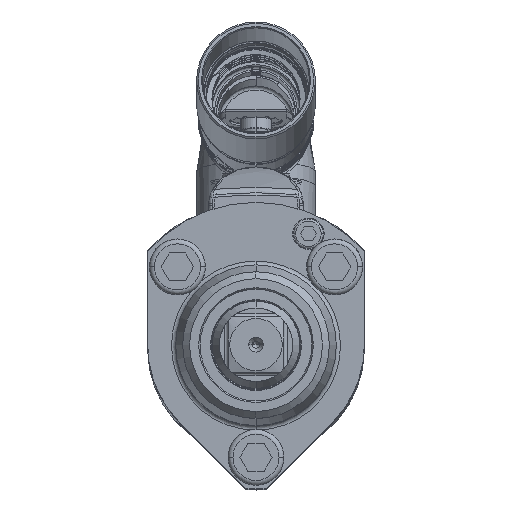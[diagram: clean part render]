
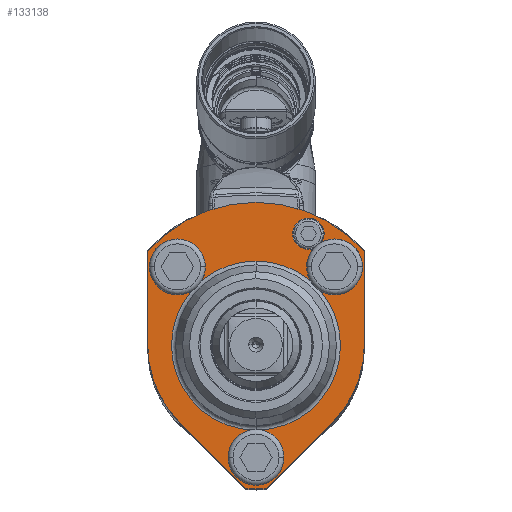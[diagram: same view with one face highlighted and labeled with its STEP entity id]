
A CAD part, top view. The second image highlights one B-rep face of the part: STEP entity #133138.
In plain terms, the highlighted planar face has unit normal (0, 0, 1).
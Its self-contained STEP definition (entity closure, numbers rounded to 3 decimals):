
#130986=DIRECTION('',(0.,-1.,0.));
#130987=VECTOR('',#130986,26.833);
#130988=CARTESIAN_POINT('',(-31.,26.833,18.));
#130989=LINE('',#130988,#130987);
#131006=DIRECTION('',(0.,1.,0.));
#131007=VECTOR('',#131006,26.833);
#131008=CARTESIAN_POINT('',(31.,0.,18.));
#131009=LINE('',#131008,#131007);
#131030=CARTESIAN_POINT('',(0.,0.,18.));
#131031=DIRECTION('',(0.,0.,-1.));
#131032=DIRECTION('',(-0.756,0.654,0.));
#131033=AXIS2_PLACEMENT_3D('',#131030,#131031,#131032);
#131035=CARTESIAN_POINT('',(0.,0.,18.));
#131036=DIRECTION('',(0.,0.,-1.));
#131037=DIRECTION('',(1.,0.,0.));
#131038=AXIS2_PLACEMENT_3D('',#131035,#131036,#131037);
#131040=DIRECTION('',(-0.707,-0.707,0.));
#131041=VECTOR('',#131040,26.833);
#131042=CARTESIAN_POINT('',(21.92,-21.92,18.));
#131043=LINE('',#131042,#131041);
#131044=CARTESIAN_POINT('',(0.,0.,18.));
#131045=DIRECTION('',(0.,0.,-1.));
#131046=DIRECTION('',(0.072,-0.997,0.));
#131047=AXIS2_PLACEMENT_3D('',#131044,#131045,#131046);
#131049=DIRECTION('',(-0.707,0.707,0.));
#131050=VECTOR('',#131049,26.833);
#131051=CARTESIAN_POINT('',(-2.947,-40.894,18.));
#131052=LINE('',#131051,#131050);
#131053=CARTESIAN_POINT('',(0.,0.,18.));
#131054=DIRECTION('',(0.,0.,-1.));
#131055=DIRECTION('',(-0.707,-0.707,0.));
#131056=AXIS2_PLACEMENT_3D('',#131053,#131054,#131055);
#131058=CARTESIAN_POINT('',(0.,-32.,18.));
#131059=DIRECTION('',(0.,0.,-1.));
#131060=DIRECTION('',(-1.,0.,0.));
#131061=AXIS2_PLACEMENT_3D('',#131058,#131059,#131060);
#131063=CARTESIAN_POINT('',(0.,-32.,18.));
#131064=DIRECTION('',(0.,0.,-1.));
#131065=DIRECTION('',(1.,0.,0.));
#131066=AXIS2_PLACEMENT_3D('',#131063,#131064,#131065);
#131068=CARTESIAN_POINT('',(22.5,22.5,18.));
#131069=DIRECTION('',(0.,0.,-1.));
#131070=DIRECTION('',(1.,0.,0.));
#131071=AXIS2_PLACEMENT_3D('',#131068,#131069,#131070);
#131073=CARTESIAN_POINT('',(22.5,22.5,18.));
#131074=DIRECTION('',(0.,0.,-1.));
#131075=DIRECTION('',(-0.462,0.887,0.));
#131076=AXIS2_PLACEMENT_3D('',#131073,#131074,#131075);
#131078=CARTESIAN_POINT('',(15.,32.,18.));
#131079=DIRECTION('',(0.,0.,1.));
#131080=DIRECTION('',(0.845,-0.535,0.));
#131081=AXIS2_PLACEMENT_3D('',#131078,#131079,#131080);
#131083=CARTESIAN_POINT('',(15.,32.,18.));
#131084=DIRECTION('',(0.,0.,1.));
#131085=DIRECTION('',(0.,1.,0.));
#131086=AXIS2_PLACEMENT_3D('',#131083,#131084,#131085);
#131088=CARTESIAN_POINT('',(15.,32.,18.));
#131089=DIRECTION('',(0.,0.,1.));
#131090=DIRECTION('',(0.,-1.,0.));
#131091=AXIS2_PLACEMENT_3D('',#131088,#131089,#131090);
#131093=CARTESIAN_POINT('',(22.5,22.5,18.));
#131094=DIRECTION('',(0.,0.,-1.));
#131095=DIRECTION('',(-1.,0.,0.));
#131096=AXIS2_PLACEMENT_3D('',#131093,#131094,#131095);
#131098=CARTESIAN_POINT('',(22.5,22.5,18.));
#131099=DIRECTION('',(0.,0.,-1.));
#131100=DIRECTION('',(-0.869,-0.494,0.));
#131101=AXIS2_PLACEMENT_3D('',#131098,#131099,#131100);
#131103=CARTESIAN_POINT('',(0.,0.,18.));
#131104=DIRECTION('',(0.,0.,1.));
#131105=DIRECTION('',(0.642,0.766,0.));
#131106=AXIS2_PLACEMENT_3D('',#131103,#131104,#131105);
#131108=CARTESIAN_POINT('',(0.,0.,18.));
#131109=DIRECTION('',(0.,0.,1.));
#131110=DIRECTION('',(0.,1.,0.));
#131111=AXIS2_PLACEMENT_3D('',#131108,#131109,#131110);
#131113=CARTESIAN_POINT('',(-22.5,22.5,18.));
#131114=DIRECTION('',(0.,0.,-1.));
#131115=DIRECTION('',(1.,0.,0.));
#131116=AXIS2_PLACEMENT_3D('',#131113,#131114,#131115);
#131118=CARTESIAN_POINT('',(-22.5,22.5,18.));
#131119=DIRECTION('',(0.,0.,-1.));
#131120=DIRECTION('',(-1.,0.,0.));
#131121=AXIS2_PLACEMENT_3D('',#131118,#131119,#131120);
#131123=CARTESIAN_POINT('',(-22.5,22.5,18.));
#131124=DIRECTION('',(0.,0.,-1.));
#131125=DIRECTION('',(0.494,-0.869,0.));
#131126=AXIS2_PLACEMENT_3D('',#131123,#131124,#131125);
#131128=CARTESIAN_POINT('',(0.,0.,18.));
#131129=DIRECTION('',(0.,0.,1.));
#131130=DIRECTION('',(-0.766,0.642,0.));
#131131=AXIS2_PLACEMENT_3D('',#131128,#131129,#131130);
#131133=CARTESIAN_POINT('',(0.,0.,18.));
#131134=DIRECTION('',(0.,0.,1.));
#131135=DIRECTION('',(0.,-1.,0.));
#131136=AXIS2_PLACEMENT_3D('',#131133,#131134,#131135);
#132333=CARTESIAN_POINT('',(0.,24.2,18.));
#132335=VERTEX_POINT('',#132333);
#132336=CARTESIAN_POINT('',(-31.,26.833,18.));
#132337=CARTESIAN_POINT('',(-31.,0.,18.));
#132338=VERTEX_POINT('',#132336);
#132339=VERTEX_POINT('',#132337);
#132340=CARTESIAN_POINT('',(31.,0.,18.));
#132341=CARTESIAN_POINT('',(31.,26.833,18.));
#132342=VERTEX_POINT('',#132340);
#132343=VERTEX_POINT('',#132341);
#132344=CARTESIAN_POINT('',(21.92,-21.92,18.));
#132345=VERTEX_POINT('',#132344);
#132346=CARTESIAN_POINT('',(2.947,-40.894,18.));
#132347=VERTEX_POINT('',#132346);
#132348=CARTESIAN_POINT('',(-2.947,-40.894,18.));
#132349=CARTESIAN_POINT('',(-21.92,-21.92,18.));
#132350=VERTEX_POINT('',#132348);
#132351=VERTEX_POINT('',#132349);
#132352=CARTESIAN_POINT('',(15.,36.5,18.));
#132353=CARTESIAN_POINT('',(15.,27.5,18.));
#132354=VERTEX_POINT('',#132352);
#132355=VERTEX_POINT('',#132353);
#132570=CARTESIAN_POINT('',(-14.5,22.5,18.));
#132571=CARTESIAN_POINT('',(-15.544,18.548,18.));
#132572=VERTEX_POINT('',#132570);
#132573=VERTEX_POINT('',#132571);
#132574=CARTESIAN_POINT('',(-18.546,15.545,18.));
#132575=CARTESIAN_POINT('',(-30.5,22.5,18.));
#132576=VERTEX_POINT('',#132574);
#132577=VERTEX_POINT('',#132575);
#132582=CARTESIAN_POINT('',(30.5,22.5,18.));
#132583=CARTESIAN_POINT('',(18.546,15.545,18.));
#132584=VERTEX_POINT('',#132582);
#132585=VERTEX_POINT('',#132583);
#132586=CARTESIAN_POINT('',(15.545,18.548,18.));
#132587=CARTESIAN_POINT('',(14.5,22.5,18.));
#132588=VERTEX_POINT('',#132586);
#132589=VERTEX_POINT('',#132587);
#132590=CARTESIAN_POINT('',(16.457,27.742,18.));
#132591=VERTEX_POINT('',#132590);
#132592=CARTESIAN_POINT('',(18.803,29.595,18.));
#132593=VERTEX_POINT('',#132592);
#132598=CARTESIAN_POINT('',(-5.15,-32.,18.));
#132599=VERTEX_POINT('',#132598);
#132600=CARTESIAN_POINT('',(5.15,-32.,18.));
#132601=VERTEX_POINT('',#132600);
#132602=CARTESIAN_POINT('',(0.,-24.2,18.));
#132603=VERTEX_POINT('',#132602);
#133087=CARTESIAN_POINT('',(0.,0.016,18.));
#133088=DIRECTION('',(0.,0.,1.));
#133089=DIRECTION('',(0.,1.,0.));
#133090=AXIS2_PLACEMENT_3D('',#133087,#133088,#133089);
#133091=PLANE('',#133090);
#133092=ORIENTED_EDGE('',*,*,#132926,.F.);
#133093=ORIENTED_EDGE('',*,*,#132950,.T.);
#133094=ORIENTED_EDGE('',*,*,#132971,.F.);
#133095=ORIENTED_EDGE('',*,*,#132991,.T.);
#133096=ORIENTED_EDGE('',*,*,#133011,.T.);
#133097=ORIENTED_EDGE('',*,*,#133032,.T.);
#133098=ORIENTED_EDGE('',*,*,#133055,.T.);
#133099=ORIENTED_EDGE('',*,*,#133074,.T.);
#133100=EDGE_LOOP('',(#133092,#133093,#133094,#133095,#133096,#133097,#133098,
#133099));
#133101=FACE_OUTER_BOUND('',#133100,.F.);
#133103=ORIENTED_EDGE('',*,*,#133102,.F.);
#133105=ORIENTED_EDGE('',*,*,#133104,.F.);
#133106=EDGE_LOOP('',(#133103,#133105));
#133107=FACE_BOUND('',#133106,.F.);
#133109=ORIENTED_EDGE('',*,*,#133108,.F.);
#133111=ORIENTED_EDGE('',*,*,#133110,.F.);
#133113=ORIENTED_EDGE('',*,*,#133112,.T.);
#133115=ORIENTED_EDGE('',*,*,#133114,.T.);
#133117=ORIENTED_EDGE('',*,*,#133116,.T.);
#133119=ORIENTED_EDGE('',*,*,#133118,.F.);
#133121=ORIENTED_EDGE('',*,*,#133120,.F.);
#133123=ORIENTED_EDGE('',*,*,#133122,.T.);
#133125=ORIENTED_EDGE('',*,*,#133124,.T.);
#133127=ORIENTED_EDGE('',*,*,#133126,.F.);
#133129=ORIENTED_EDGE('',*,*,#133128,.F.);
#133131=ORIENTED_EDGE('',*,*,#133130,.F.);
#133133=ORIENTED_EDGE('',*,*,#133132,.T.);
#133135=ORIENTED_EDGE('',*,*,#133134,.T.);
#133136=EDGE_LOOP('',(#133109,#133111,#133113,#133115,#133117,#133119,#133121,
#133123,#133125,#133127,#133129,#133131,#133133,#133135));
#133137=FACE_BOUND('',#133136,.F.);
#131034=CIRCLE('',#131033,41.);
#131039=CIRCLE('',#131038,31.);
#131048=CIRCLE('',#131047,41.);
#131057=CIRCLE('',#131056,31.);
#131062=CIRCLE('',#131061,5.15);
#131067=CIRCLE('',#131066,5.15);
#131072=CIRCLE('',#131071,8.);
#131077=CIRCLE('',#131076,8.);
#131082=CIRCLE('',#131081,4.5);
#131087=CIRCLE('',#131086,4.5);
#131092=CIRCLE('',#131091,4.5);
#131097=CIRCLE('',#131096,8.);
#131102=CIRCLE('',#131101,8.);
#131107=CIRCLE('',#131106,24.2);
#131112=CIRCLE('',#131111,24.2);
#131117=CIRCLE('',#131116,8.);
#131122=CIRCLE('',#131121,8.);
#131127=CIRCLE('',#131126,8.);
#131132=CIRCLE('',#131131,24.2);
#131137=CIRCLE('',#131136,24.2);
#132926=EDGE_CURVE('',#132338,#132339,#130989,.T.);
#132950=EDGE_CURVE('',#132338,#132343,#131034,.T.);
#132971=EDGE_CURVE('',#132342,#132343,#131009,.T.);
#132991=EDGE_CURVE('',#132342,#132345,#131039,.T.);
#133011=EDGE_CURVE('',#132345,#132347,#131043,.T.);
#133032=EDGE_CURVE('',#132347,#132350,#131048,.T.);
#133055=EDGE_CURVE('',#132350,#132351,#131052,.T.);
#133074=EDGE_CURVE('',#132351,#132339,#131057,.T.);
#133102=EDGE_CURVE('',#132599,#132601,#131062,.T.);
#133104=EDGE_CURVE('',#132601,#132599,#131067,.T.);
#133108=EDGE_CURVE('',#132584,#132585,#131072,.T.);
#133110=EDGE_CURVE('',#132593,#132584,#131077,.T.);
#133112=EDGE_CURVE('',#132593,#132354,#131082,.T.);
#133114=EDGE_CURVE('',#132354,#132355,#131087,.T.);
#133116=EDGE_CURVE('',#132355,#132591,#131092,.T.);
#133118=EDGE_CURVE('',#132589,#132591,#131097,.T.);
#133120=EDGE_CURVE('',#132588,#132589,#131102,.T.);
#133122=EDGE_CURVE('',#132588,#132335,#131107,.T.);
#133124=EDGE_CURVE('',#132335,#132573,#131112,.T.);
#133126=EDGE_CURVE('',#132572,#132573,#131117,.T.);
#133128=EDGE_CURVE('',#132577,#132572,#131122,.T.);
#133130=EDGE_CURVE('',#132576,#132577,#131127,.T.);
#133132=EDGE_CURVE('',#132576,#132603,#131132,.T.);
#133134=EDGE_CURVE('',#132603,#132585,#131137,.T.);
#133138=ADVANCED_FACE('',(#133101,#133107,#133137),#133091,.T.);
